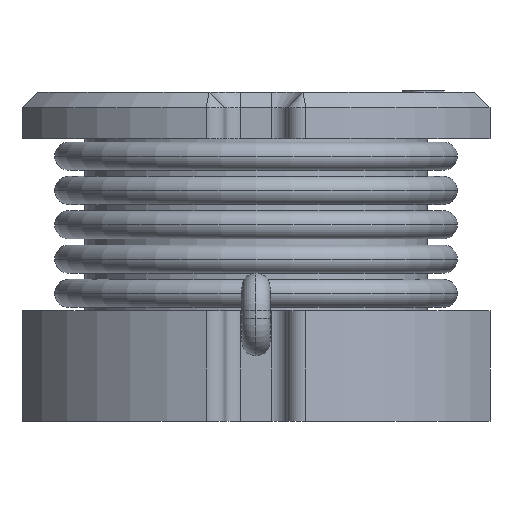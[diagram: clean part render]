
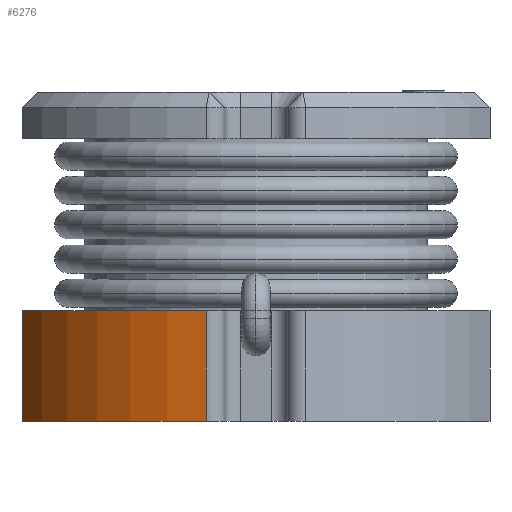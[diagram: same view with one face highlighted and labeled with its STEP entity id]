
A CAD part, front view. The second image highlights one B-rep face of the part: STEP entity #6276.
In plain terms, the highlighted cylindrical face has radius 1.65 mm (diameter 3.3 mm), a partial arc.
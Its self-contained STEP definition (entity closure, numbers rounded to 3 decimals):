
#750 = FACE_OUTER_BOUND ( 'NONE', #1207, .T. ) ;
#858 = CARTESIAN_POINT ( 'NONE',  ( 0., 0., 0.7 ) ) ;
#1207 = EDGE_LOOP ( 'NONE', ( #2941, #18036, #20308, #19095 ) ) ;
#2941 = ORIENTED_EDGE ( 'NONE', *, *, #19922, .T. ) ;
#3837 = CYLINDRICAL_SURFACE ( 'NONE', #7713, 1.65 ) ;
#4439 = DIRECTION ( 'NONE',  ( 0., 0., 1. ) ) ;
#5368 = VERTEX_POINT ( 'NONE', #17902 ) ;
#5727 = VERTEX_POINT ( 'NONE', #7956 ) ;
#6110 = VERTEX_POINT ( 'NONE', #14275 ) ;
#6276 = ADVANCED_FACE ( 'NONE', ( #750 ), #3837, .T. ) ;
#6394 = CARTESIAN_POINT ( 'NONE',  ( -1.5, -0.687, 0.7 ) ) ;
#6505 = LINE ( 'NONE', #6394, #9859 ) ;
#6683 = EDGE_CURVE ( 'NONE', #5727, #6110, #16746, .T. ) ;
#7713 = AXIS2_PLACEMENT_3D ( 'NONE', #858, #10486, #19771 ) ;
#7956 = CARTESIAN_POINT ( 'NONE',  ( -1.5, -0.687, 0.7 ) ) ;
#8251 = CARTESIAN_POINT ( 'NONE',  ( 0., 0., 0.7 ) ) ;
#8802 = VECTOR ( 'NONE', #4439, 1000. ) ;
#9420 = AXIS2_PLACEMENT_3D ( 'NONE', #8251, #18994, #14627 ) ;
#9859 = VECTOR ( 'NONE', #12766, 1000. ) ;
#9902 = DIRECTION ( 'NONE',  ( 0., 0., -1. ) ) ;
#10209 = CARTESIAN_POINT ( 'NONE',  ( 0., 0., -0.01 ) ) ;
#10486 = DIRECTION ( 'NONE',  ( 0., 0., -1. ) ) ;
#10638 = AXIS2_PLACEMENT_3D ( 'NONE', #10209, #9902, #19490 ) ;
#12351 = LINE ( 'NONE', #14152, #8802 ) ;
#12766 = DIRECTION ( 'NONE',  ( 0., 0., -1. ) ) ;
#13662 = CIRCLE ( 'NONE', #10638, 1.65 ) ;
#13764 = VERTEX_POINT ( 'NONE', #18238 ) ;
#14152 = CARTESIAN_POINT ( 'NONE',  ( -0.319, -1.619, 0.7 ) ) ;
#14275 = CARTESIAN_POINT ( 'NONE',  ( -0.319, -1.619, 0.7 ) ) ;
#14627 = DIRECTION ( 'NONE',  ( 1., 0., 0. ) ) ;
#16093 = EDGE_CURVE ( 'NONE', #5368, #13764, #13662, .T. ) ;
#16746 = CIRCLE ( 'NONE', #9420, 1.65 ) ;
#17902 = CARTESIAN_POINT ( 'NONE',  ( -0.319, -1.619, -0.01 ) ) ;
#17948 = EDGE_CURVE ( 'NONE', #5368, #6110, #12351, .T. ) ;
#18036 = ORIENTED_EDGE ( 'NONE', *, *, #16093, .F. ) ;
#18238 = CARTESIAN_POINT ( 'NONE',  ( -1.5, -0.687, -0.01 ) ) ;
#18994 = DIRECTION ( 'NONE',  ( 0., 0., 1. ) ) ;
#19095 = ORIENTED_EDGE ( 'NONE', *, *, #6683, .F. ) ;
#19490 = DIRECTION ( 'NONE',  ( -1., 0., 0. ) ) ;
#19771 = DIRECTION ( 'NONE',  ( -1., 0., 0. ) ) ;
#19922 = EDGE_CURVE ( 'NONE', #5727, #13764, #6505, .T. ) ;
#20308 = ORIENTED_EDGE ( 'NONE', *, *, #17948, .T. ) ;
